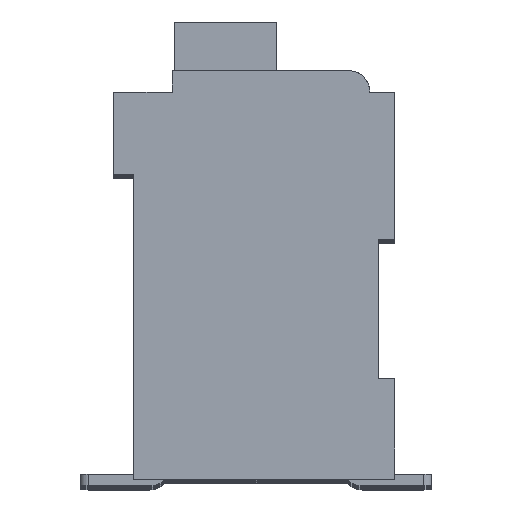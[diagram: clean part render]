
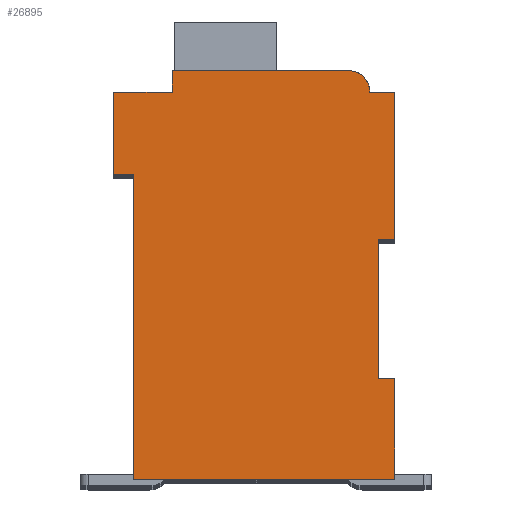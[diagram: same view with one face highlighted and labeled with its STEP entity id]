
A CAD part, top view. The second image highlights one B-rep face of the part: STEP entity #26895.
In plain terms, the highlighted planar face has unit normal (0, 0, 1).
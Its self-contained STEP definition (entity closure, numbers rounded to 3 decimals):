
#4286=DIRECTION('',(1.,0.,0.));
#4287=VECTOR('',#4286,0.5);
#4288=CARTESIAN_POINT('',(7.3,7.15,2.1));
#4289=LINE('',#4288,#4287);
#4290=DIRECTION('',(0.,1.,0.));
#4291=VECTOR('',#4290,4.15);
#4292=CARTESIAN_POINT('',(7.3,3.,2.1));
#4293=LINE('',#4292,#4291);
#4294=DIRECTION('',(-1.,0.,0.));
#4295=VECTOR('',#4294,0.5);
#4296=CARTESIAN_POINT('',(7.8,3.,2.1));
#4297=LINE('',#4296,#4295);
#4298=DIRECTION('',(0.,1.,0.));
#4299=VECTOR('',#4298,3.);
#4300=CARTESIAN_POINT('',(7.8,0.,2.1));
#4301=LINE('',#4300,#4299);
#4302=DIRECTION('',(1.,0.,0.));
#4303=VECTOR('',#4302,7.8);
#4304=CARTESIAN_POINT('',(0.,0.,2.1));
#4305=LINE('',#4304,#4303);
#4306=DIRECTION('',(0.,-1.,0.));
#4307=VECTOR('',#4306,9.1);
#4308=CARTESIAN_POINT('',(0.,9.1,2.1));
#4309=LINE('',#4308,#4307);
#4310=DIRECTION('',(1.,0.,0.));
#4311=VECTOR('',#4310,0.6);
#4312=CARTESIAN_POINT('',(-0.6,9.1,2.1));
#4313=LINE('',#4312,#4311);
#4314=DIRECTION('',(0.,-1.,0.));
#4315=VECTOR('',#4314,2.45);
#4316=CARTESIAN_POINT('',(-0.6,11.55,2.1));
#4317=LINE('',#4316,#4315);
#4318=DIRECTION('',(-1.,0.,0.));
#4319=VECTOR('',#4318,1.75);
#4320=CARTESIAN_POINT('',(1.15,11.55,2.1));
#4321=LINE('',#4320,#4319);
#4322=DIRECTION('',(0.,-1.,0.));
#4323=VECTOR('',#4322,0.65);
#4324=CARTESIAN_POINT('',(1.15,12.2,2.1));
#4325=LINE('',#4324,#4323);
#4326=DIRECTION('',(-1.,0.,0.));
#4327=VECTOR('',#4326,5.25);
#4328=CARTESIAN_POINT('',(6.4,12.2,2.1));
#4329=LINE('',#4328,#4327);
#4330=CARTESIAN_POINT('',(6.4,11.55,2.1));
#4331=DIRECTION('',(0.,0.,1.));
#4332=DIRECTION('',(1.,0.,0.));
#4333=AXIS2_PLACEMENT_3D('',#4330,#4331,#4332);
#4335=DIRECTION('',(-1.,0.,0.));
#4336=VECTOR('',#4335,0.75);
#4337=CARTESIAN_POINT('',(7.8,11.55,2.1));
#4338=LINE('',#4337,#4336);
#4339=DIRECTION('',(0.,1.,0.));
#4340=VECTOR('',#4339,4.4);
#4341=CARTESIAN_POINT('',(7.8,7.15,2.1));
#4342=LINE('',#4341,#4340);
#17767=CARTESIAN_POINT('',(7.3,7.15,2.1));
#17768=CARTESIAN_POINT('',(7.8,7.15,2.1));
#17769=VERTEX_POINT('',#17767);
#17770=VERTEX_POINT('',#17768);
#17771=CARTESIAN_POINT('',(7.8,11.55,2.1));
#17772=VERTEX_POINT('',#17771);
#17773=CARTESIAN_POINT('',(7.05,11.55,2.1));
#17774=VERTEX_POINT('',#17773);
#17775=CARTESIAN_POINT('',(6.4,12.2,2.1));
#17776=VERTEX_POINT('',#17775);
#17777=CARTESIAN_POINT('',(1.15,12.2,2.1));
#17778=VERTEX_POINT('',#17777);
#17779=CARTESIAN_POINT('',(1.15,11.55,2.1));
#17780=VERTEX_POINT('',#17779);
#17781=CARTESIAN_POINT('',(-0.6,11.55,2.1));
#17782=VERTEX_POINT('',#17781);
#17783=CARTESIAN_POINT('',(-0.6,9.1,2.1));
#17784=VERTEX_POINT('',#17783);
#17785=CARTESIAN_POINT('',(0.,9.1,2.1));
#17786=VERTEX_POINT('',#17785);
#17787=CARTESIAN_POINT('',(0.,0.,2.1));
#17788=VERTEX_POINT('',#17787);
#17789=CARTESIAN_POINT('',(7.8,0.,2.1));
#17790=VERTEX_POINT('',#17789);
#17791=CARTESIAN_POINT('',(7.8,3.,2.1));
#17792=VERTEX_POINT('',#17791);
#17793=CARTESIAN_POINT('',(7.3,3.,2.1));
#17794=VERTEX_POINT('',#17793);
#26871=CARTESIAN_POINT('',(0.,0.,2.1));
#26872=DIRECTION('',(0.,0.,1.));
#26873=DIRECTION('',(1.,0.,0.));
#26874=AXIS2_PLACEMENT_3D('',#26871,#26872,#26873);
#26875=PLANE('',#26874);
#26876=ORIENTED_EDGE('',*,*,#23312,.F.);
#26877=ORIENTED_EDGE('',*,*,#24192,.F.);
#26879=ORIENTED_EDGE('',*,*,#26878,.F.);
#26881=ORIENTED_EDGE('',*,*,#26880,.F.);
#26883=ORIENTED_EDGE('',*,*,#26882,.F.);
#26884=ORIENTED_EDGE('',*,*,#24504,.F.);
#26885=ORIENTED_EDGE('',*,*,#24680,.F.);
#26886=ORIENTED_EDGE('',*,*,#24999,.F.);
#26887=ORIENTED_EDGE('',*,*,#25323,.F.);
#26888=ORIENTED_EDGE('',*,*,#25392,.F.);
#26889=ORIENTED_EDGE('',*,*,#25863,.F.);
#26890=ORIENTED_EDGE('',*,*,#26575,.F.);
#26891=ORIENTED_EDGE('',*,*,#26399,.F.);
#26892=ORIENTED_EDGE('',*,*,#23788,.F.);
#26893=EDGE_LOOP('',(#26876,#26877,#26879,#26881,#26883,#26884,#26885,#26886,
#26887,#26888,#26889,#26890,#26891,#26892));
#26894=FACE_OUTER_BOUND('',#26893,.F.);
#4334=CIRCLE('',#4333,0.65);
#23312=EDGE_CURVE('',#17769,#17770,#4289,.T.);
#23788=EDGE_CURVE('',#17770,#17772,#4342,.T.);
#24192=EDGE_CURVE('',#17794,#17769,#4293,.T.);
#24504=EDGE_CURVE('',#17786,#17788,#4309,.T.);
#24680=EDGE_CURVE('',#17784,#17786,#4313,.T.);
#24999=EDGE_CURVE('',#17782,#17784,#4317,.T.);
#25323=EDGE_CURVE('',#17780,#17782,#4321,.T.);
#25392=EDGE_CURVE('',#17778,#17780,#4325,.T.);
#25863=EDGE_CURVE('',#17776,#17778,#4329,.T.);
#26399=EDGE_CURVE('',#17772,#17774,#4338,.T.);
#26575=EDGE_CURVE('',#17774,#17776,#4334,.T.);
#26878=EDGE_CURVE('',#17792,#17794,#4297,.T.);
#26880=EDGE_CURVE('',#17790,#17792,#4301,.T.);
#26882=EDGE_CURVE('',#17788,#17790,#4305,.T.);
#26895=ADVANCED_FACE('',(#26894),#26875,.T.);
